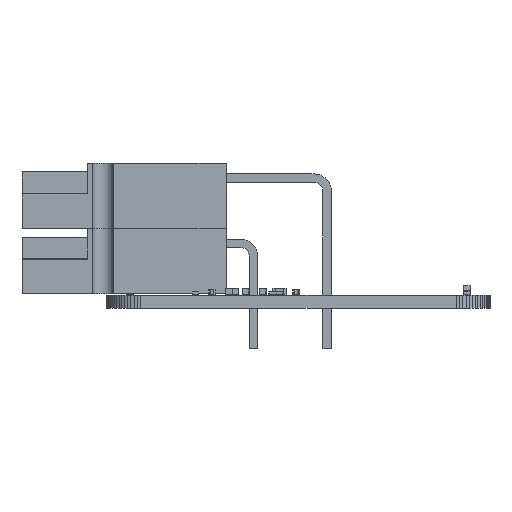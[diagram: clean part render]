
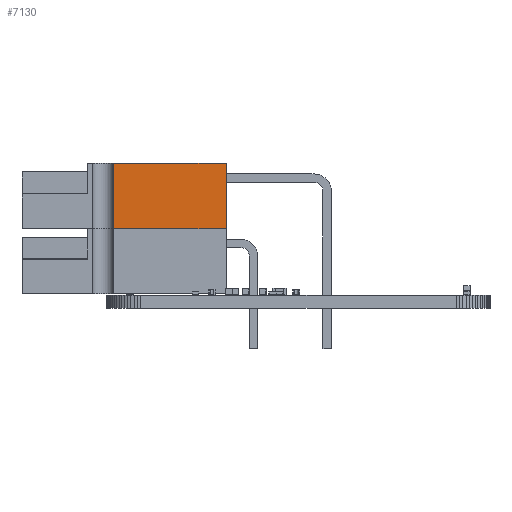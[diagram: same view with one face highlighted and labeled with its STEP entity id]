
A CAD part, left-side view. The second image highlights one B-rep face of the part: STEP entity #7130.
In plain terms, the highlighted face is planar.
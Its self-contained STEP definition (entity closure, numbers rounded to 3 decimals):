
#6686 = PLANE('',#6687);
#6687 = AXIS2_PLACEMENT_3D('',#6688,#6689,#6690);
#6688 = CARTESIAN_POINT('',(0.,7.62,0.));
#6689 = DIRECTION('',(1.,0.,0.));
#6690 = DIRECTION('',(0.,0.,-1.));
#6814 = VERTEX_POINT('',#6815);
#6815 = CARTESIAN_POINT('',(0.,0.,0.));
#6829 = PLANE('',#6830);
#6830 = AXIS2_PLACEMENT_3D('',#6831,#6832,#6833);
#6831 = CARTESIAN_POINT('',(0.,0.,0.));
#6832 = DIRECTION('',(0.,0.,1.));
#6833 = DIRECTION('',(1.,0.,-0.));
#6841 = EDGE_CURVE('',#6814,#6842,#6844,.T.);
#6842 = VERTEX_POINT('',#6843);
#6843 = CARTESIAN_POINT('',(0.,0.,-7.874));
#6844 = SURFACE_CURVE('',#6845,(#6849,#6856),.PCURVE_S1.);
#6845 = LINE('',#6846,#6847);
#6846 = CARTESIAN_POINT('',(0.,0.,0.));
#6847 = VECTOR('',#6848,1.);
#6848 = DIRECTION('',(0.,0.,-1.));
#6849 = PCURVE('',#6686,#6850);
#6850 = DEFINITIONAL_REPRESENTATION('',(#6851),#6855);
#6851 = LINE('',#6852,#6853);
#6852 = CARTESIAN_POINT('',(0.,-7.62));
#6853 = VECTOR('',#6854,1.);
#6854 = DIRECTION('',(1.,0.));
#6855 = ( GEOMETRIC_REPRESENTATION_CONTEXT(2) 
PARAMETRIC_REPRESENTATION_CONTEXT() REPRESENTATION_CONTEXT('2D SPACE',''
  ) );
#6856 = PCURVE('',#6857,#6862);
#6857 = PLANE('',#6858);
#6858 = AXIS2_PLACEMENT_3D('',#6859,#6860,#6861);
#6859 = CARTESIAN_POINT('',(0.,0.,0.));
#6860 = DIRECTION('',(0.,1.,0.));
#6861 = DIRECTION('',(0.,-0.,1.));
#6862 = DEFINITIONAL_REPRESENTATION('',(#6863),#6867);
#6863 = LINE('',#6864,#6865);
#6864 = CARTESIAN_POINT('',(0.,0.));
#6865 = VECTOR('',#6866,1.);
#6866 = DIRECTION('',(-1.,0.));
#6867 = ( GEOMETRIC_REPRESENTATION_CONTEXT(2) 
PARAMETRIC_REPRESENTATION_CONTEXT() REPRESENTATION_CONTEXT('2D SPACE',''
  ) );
#6883 = PLANE('',#6884);
#6884 = AXIS2_PLACEMENT_3D('',#6885,#6886,#6887);
#6885 = CARTESIAN_POINT('',(0.,0.,-7.874));
#6886 = DIRECTION('',(0.,0.,1.));
#6887 = DIRECTION('',(1.,0.,-0.));
#7130 = ADVANCED_FACE('',(#7131),#6857,.F.);
#7131 = FACE_BOUND('',#7132,.F.);
#7132 = EDGE_LOOP('',(#7133,#7134,#7157,#7185));
#7133 = ORIENTED_EDGE('',*,*,#6841,.F.);
#7134 = ORIENTED_EDGE('',*,*,#7135,.T.);
#7135 = EDGE_CURVE('',#6814,#7136,#7138,.T.);
#7136 = VERTEX_POINT('',#7137);
#7137 = CARTESIAN_POINT('',(13.589,0.,0.));
#7138 = SURFACE_CURVE('',#7139,(#7143,#7150),.PCURVE_S1.);
#7139 = LINE('',#7140,#7141);
#7140 = CARTESIAN_POINT('',(0.,0.,0.));
#7141 = VECTOR('',#7142,1.);
#7142 = DIRECTION('',(1.,0.,0.));
#7143 = PCURVE('',#6857,#7144);
#7144 = DEFINITIONAL_REPRESENTATION('',(#7145),#7149);
#7145 = LINE('',#7146,#7147);
#7146 = CARTESIAN_POINT('',(0.,0.));
#7147 = VECTOR('',#7148,1.);
#7148 = DIRECTION('',(0.,1.));
#7149 = ( GEOMETRIC_REPRESENTATION_CONTEXT(2) 
PARAMETRIC_REPRESENTATION_CONTEXT() REPRESENTATION_CONTEXT('2D SPACE',''
  ) );
#7150 = PCURVE('',#6829,#7151);
#7151 = DEFINITIONAL_REPRESENTATION('',(#7152),#7156);
#7152 = LINE('',#7153,#7154);
#7153 = CARTESIAN_POINT('',(0.,0.));
#7154 = VECTOR('',#7155,1.);
#7155 = DIRECTION('',(1.,0.));
#7156 = ( GEOMETRIC_REPRESENTATION_CONTEXT(2) 
PARAMETRIC_REPRESENTATION_CONTEXT() REPRESENTATION_CONTEXT('2D SPACE',''
  ) );
#7157 = ORIENTED_EDGE('',*,*,#7158,.F.);
#7158 = EDGE_CURVE('',#7159,#7136,#7161,.T.);
#7159 = VERTEX_POINT('',#7160);
#7160 = CARTESIAN_POINT('',(13.589,0.,-7.874));
#7161 = SURFACE_CURVE('',#7162,(#7166,#7173),.PCURVE_S1.);
#7162 = LINE('',#7163,#7164);
#7163 = CARTESIAN_POINT('',(13.589,0.,-25.4));
#7164 = VECTOR('',#7165,1.);
#7165 = DIRECTION('',(0.,0.,1.));
#7166 = PCURVE('',#6857,#7167);
#7167 = DEFINITIONAL_REPRESENTATION('',(#7168),#7172);
#7168 = LINE('',#7169,#7170);
#7169 = CARTESIAN_POINT('',(-25.4,13.589));
#7170 = VECTOR('',#7171,1.);
#7171 = DIRECTION('',(1.,0.));
#7172 = ( GEOMETRIC_REPRESENTATION_CONTEXT(2) 
PARAMETRIC_REPRESENTATION_CONTEXT() REPRESENTATION_CONTEXT('2D SPACE',''
  ) );
#7173 = PCURVE('',#7174,#7179);
#7174 = CYLINDRICAL_SURFACE('',#7175,1.27);
#7175 = AXIS2_PLACEMENT_3D('',#7176,#7177,#7178);
#7176 = CARTESIAN_POINT('',(14.859,0.,-25.4));
#7177 = DIRECTION('',(0.,0.,1.));
#7178 = DIRECTION('',(1.,0.,-0.));
#7179 = DEFINITIONAL_REPRESENTATION('',(#7180),#7184);
#7180 = LINE('',#7181,#7182);
#7181 = CARTESIAN_POINT('',(3.142,0.));
#7182 = VECTOR('',#7183,1.);
#7183 = DIRECTION('',(0.,1.));
#7184 = ( GEOMETRIC_REPRESENTATION_CONTEXT(2) 
PARAMETRIC_REPRESENTATION_CONTEXT() REPRESENTATION_CONTEXT('2D SPACE',''
  ) );
#7185 = ORIENTED_EDGE('',*,*,#7186,.F.);
#7186 = EDGE_CURVE('',#6842,#7159,#7187,.T.);
#7187 = SURFACE_CURVE('',#7188,(#7192,#7199),.PCURVE_S1.);
#7188 = LINE('',#7189,#7190);
#7189 = CARTESIAN_POINT('',(0.,0.,-7.874));
#7190 = VECTOR('',#7191,1.);
#7191 = DIRECTION('',(1.,0.,0.));
#7192 = PCURVE('',#6857,#7193);
#7193 = DEFINITIONAL_REPRESENTATION('',(#7194),#7198);
#7194 = LINE('',#7195,#7196);
#7195 = CARTESIAN_POINT('',(-7.874,0.));
#7196 = VECTOR('',#7197,1.);
#7197 = DIRECTION('',(0.,1.));
#7198 = ( GEOMETRIC_REPRESENTATION_CONTEXT(2) 
PARAMETRIC_REPRESENTATION_CONTEXT() REPRESENTATION_CONTEXT('2D SPACE',''
  ) );
#7199 = PCURVE('',#6883,#7200);
#7200 = DEFINITIONAL_REPRESENTATION('',(#7201),#7205);
#7201 = LINE('',#7202,#7203);
#7202 = CARTESIAN_POINT('',(0.,0.));
#7203 = VECTOR('',#7204,1.);
#7204 = DIRECTION('',(1.,0.));
#7205 = ( GEOMETRIC_REPRESENTATION_CONTEXT(2) 
PARAMETRIC_REPRESENTATION_CONTEXT() REPRESENTATION_CONTEXT('2D SPACE',''
  ) );
